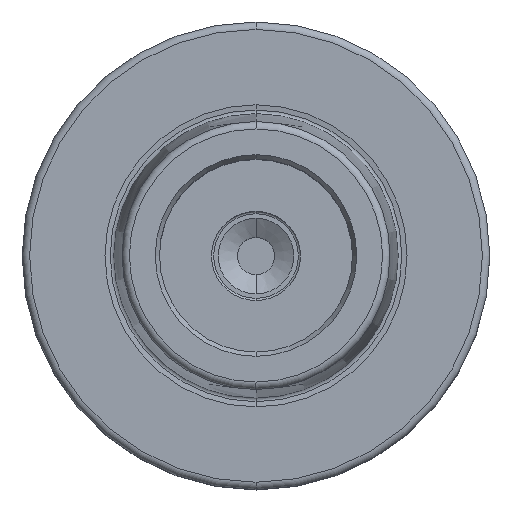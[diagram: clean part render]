
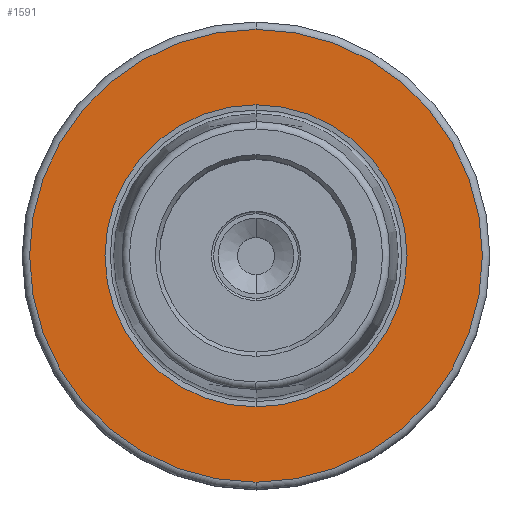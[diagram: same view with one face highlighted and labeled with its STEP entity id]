
A CAD part, top view. The second image highlights one B-rep face of the part: STEP entity #1591.
In plain terms, the highlighted planar face has unit normal (0, 0, 1).
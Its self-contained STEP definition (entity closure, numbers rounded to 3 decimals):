
#168=CARTESIAN_POINT('',(0,0,26));
#169=DIRECTION('',(0,0,1));
#170=DIRECTION('',(0,1,0));
#171=AXIS2_PLACEMENT_3D('',#168,#169,#170);
#173=CARTESIAN_POINT('',(0,0,26));
#174=DIRECTION('',(0,0,1));
#175=DIRECTION('',(0,-1,0));
#176=AXIS2_PLACEMENT_3D('',#173,#174,#175);
#186=CARTESIAN_POINT('',(0,0,26));
#187=DIRECTION('',(0,0,1));
#188=DIRECTION('',(0,1,0));
#189=AXIS2_PLACEMENT_3D('',#186,#187,#188);
#191=CARTESIAN_POINT('',(0,0,26));
#192=DIRECTION('',(0,0,-1));
#193=DIRECTION('',(0,1,0));
#194=AXIS2_PLACEMENT_3D('',#191,#192,#193);
#1119=CARTESIAN_POINT('',(0,20.344,26));
#1121=VERTEX_POINT('',#1119);
#1149=CARTESIAN_POINT('',(0,-20.344,26));
#1151=VERTEX_POINT('',#1149);
#1195=CARTESIAN_POINT('',(0,30.5,26));
#1196=CARTESIAN_POINT('',(0,-30.5,26));
#1197=VERTEX_POINT('',#1195);
#1198=VERTEX_POINT('',#1196);
#1575=CARTESIAN_POINT('',(0,0,26));
#1576=DIRECTION('',(0,0,-1));
#1577=DIRECTION('',(0,-1,0));
#1578=AXIS2_PLACEMENT_3D('',#1575,#1576,#1577);
#1579=PLANE('',#1578);
#1581=ORIENTED_EDGE('',*,*,#1580,.F.);
#1582=ORIENTED_EDGE('',*,*,#1565,.F.);
#1583=EDGE_LOOP('',(#1581,#1582));
#1584=FACE_OUTER_BOUND('',#1583,.F.);
#1586=ORIENTED_EDGE('',*,*,#1585,.T.);
#1588=ORIENTED_EDGE('',*,*,#1587,.F.);
#1589=EDGE_LOOP('',(#1586,#1588));
#1590=FACE_BOUND('',#1589,.F.);
#1591=ADVANCED_FACE('',(#1584,#1590),#1579,.F.);
#172=CIRCLE('',#171,30.5);
#177=CIRCLE('',#176,30.5);
#190=CIRCLE('',#189,20.344);
#195=CIRCLE('',#194,20.344);
#1565=EDGE_CURVE('',#1198,#1197,#177,.T.);
#1580=EDGE_CURVE('',#1197,#1198,#172,.T.);
#1585=EDGE_CURVE('',#1121,#1151,#190,.T.);
#1587=EDGE_CURVE('',#1121,#1151,#195,.T.);
